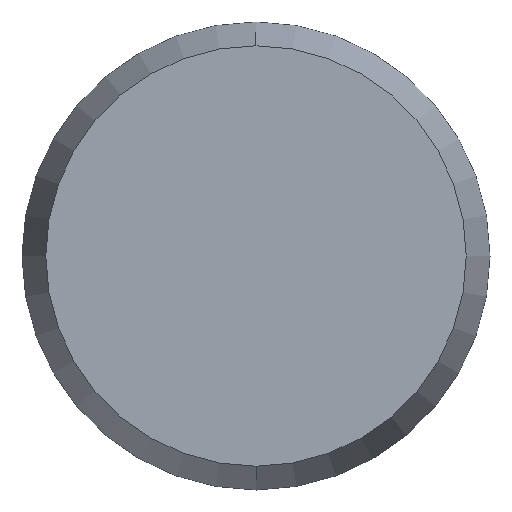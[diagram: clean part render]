
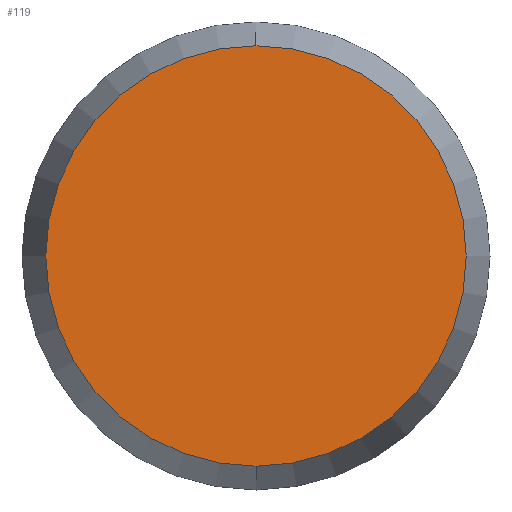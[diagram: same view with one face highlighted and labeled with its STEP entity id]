
A CAD part, left-side view. The second image highlights one B-rep face of the part: STEP entity #119.
In plain terms, the highlighted planar face has unit normal (-1, 0, 0).
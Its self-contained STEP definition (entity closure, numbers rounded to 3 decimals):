
#15 = DIRECTION ( 'NONE',  ( -1., 0., 0. ) ) ;
#28 = ORIENTED_EDGE ( 'NONE', *, *, #82, .T. ) ;
#30 = CARTESIAN_POINT ( 'NONE',  ( -16., 0., 0. ) ) ;
#50 = VERTEX_POINT ( 'NONE', #183 ) ;
#57 = FACE_OUTER_BOUND ( 'NONE', #124, .T. ) ;
#79 = EDGE_CURVE ( 'NONE', #50, #138, #218, .T. ) ;
#82 = EDGE_CURVE ( 'NONE', #138, #50, #88, .T. ) ;
#88 = CIRCLE ( 'NONE', #211, 38.632 ) ;
#101 = CARTESIAN_POINT ( 'NONE',  ( -16., 0., 0. ) ) ;
#119 = ADVANCED_FACE ( 'NONE', ( #57 ), #144, .F. ) ;
#122 = DIRECTION ( 'NONE',  ( 0., 0., 1. ) ) ;
#124 = EDGE_LOOP ( 'NONE', ( #177, #28 ) ) ;
#129 = DIRECTION ( 'NONE',  ( 0., 0., -1. ) ) ;
#138 = VERTEX_POINT ( 'NONE', #165 ) ;
#144 = PLANE ( 'NONE',  #157 ) ;
#157 = AXIS2_PLACEMENT_3D ( 'NONE', #219, #228, #129 ) ;
#158 = DIRECTION ( 'NONE',  ( -1., 0., 0. ) ) ;
#165 = CARTESIAN_POINT ( 'NONE',  ( -16., 0., 38.632 ) ) ;
#177 = ORIENTED_EDGE ( 'NONE', *, *, #79, .T. ) ;
#183 = CARTESIAN_POINT ( 'NONE',  ( -16., 0., -38.632 ) ) ;
#211 = AXIS2_PLACEMENT_3D ( 'NONE', #30, #158, #122 ) ;
#216 = DIRECTION ( 'NONE',  ( 0., 0., 1. ) ) ;
#218 = CIRCLE ( 'NONE', #242, 38.632 ) ;
#219 = CARTESIAN_POINT ( 'NONE',  ( -16., 0., 0. ) ) ;
#228 = DIRECTION ( 'NONE',  ( 1., 0., 0. ) ) ;
#242 = AXIS2_PLACEMENT_3D ( 'NONE', #101, #15, #216 ) ;
